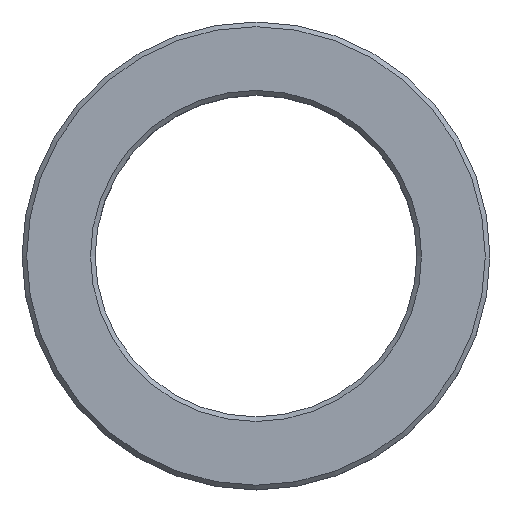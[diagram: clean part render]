
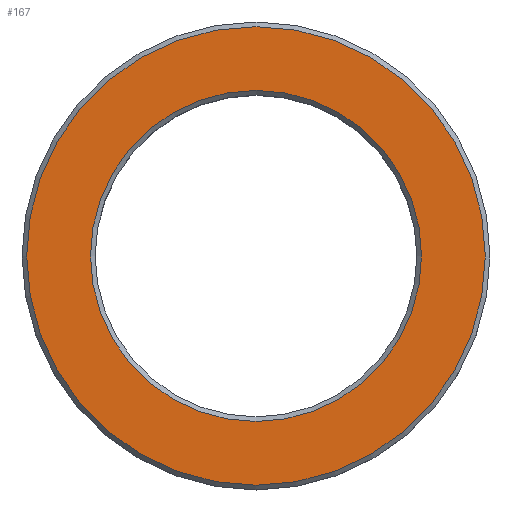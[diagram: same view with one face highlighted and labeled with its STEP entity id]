
A CAD part, top view. The second image highlights one B-rep face of the part: STEP entity #167.
In plain terms, the highlighted planar face has unit normal (0, 0, 1).
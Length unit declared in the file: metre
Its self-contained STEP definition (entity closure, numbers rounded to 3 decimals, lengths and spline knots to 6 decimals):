
#167=ADVANCED_FACE('',(#211,#212),#213,.T.);
#211=FACE_BOUND('',#829,.T.);
#212=FACE_OUTER_BOUND('',#830,.T.);
#213=PLANE('',#831);
#829=EDGE_LOOP('',(#1486));
#830=EDGE_LOOP('',(#1487));
#831=AXIS2_PLACEMENT_3D('',#1488,#1489,#1490);
#1486=ORIENTED_EDGE('',*,*,#1523,.T.);
#1487=ORIENTED_EDGE('',*,*,#1514,.F.);
#1488=CARTESIAN_POINT('',(0.0392,0.0,0.03));
#1489=DIRECTION('',(0.0,0.,1.0));
#1490=DIRECTION('',(0.0,-1.0,0.));
#1514=EDGE_CURVE('',#1548,#1548,#1549,.T.);
#1523=EDGE_CURVE('',#1566,#1566,#1567,.T.);
#1548=VERTEX_POINT('',#1820);
#1549=CIRCLE('',#1821,0.0392);
#1566=VERTEX_POINT('',#1838);
#1567=CIRCLE('',#1839,0.0283);
#1820=CARTESIAN_POINT('',(0.0,0.0392,0.03));
#1821=AXIS2_PLACEMENT_3D('',#1862,#1863,#1864);
#1838=CARTESIAN_POINT('',(0.0,0.0283,0.03));
#1839=AXIS2_PLACEMENT_3D('',#1889,#1890,#1891);
#1862=CARTESIAN_POINT('',(0.0,0.0,0.03));
#1863=DIRECTION('',(0.0,0.,-1.0));
#1864=DIRECTION('',(0.0,1.0,0.));
#1889=CARTESIAN_POINT('',(0.0,0.0,0.03));
#1890=DIRECTION('',(0.0,0.,-1.0));
#1891=DIRECTION('',(0.0,1.0,0.));
